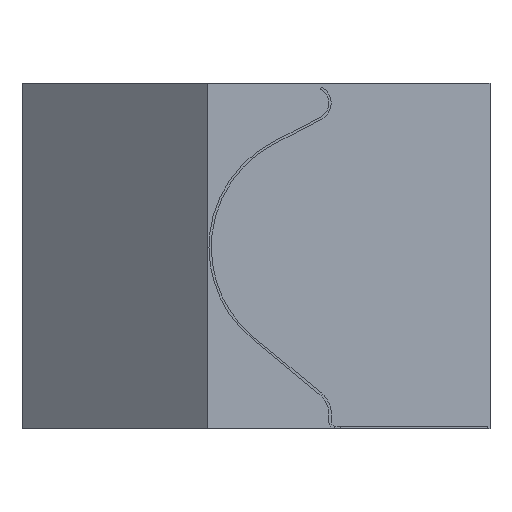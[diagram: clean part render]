
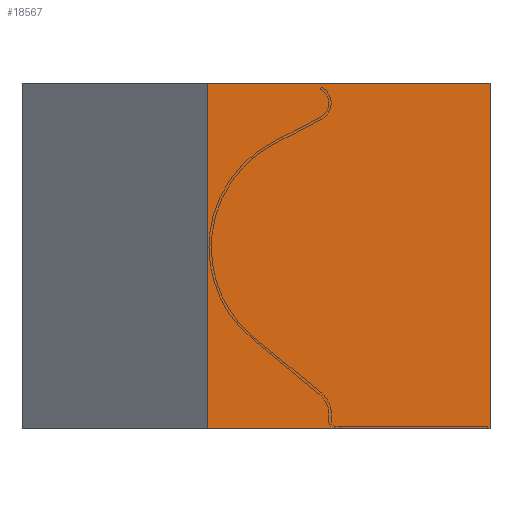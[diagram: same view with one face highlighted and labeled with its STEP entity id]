
A CAD part, left-side view. The second image highlights one B-rep face of the part: STEP entity #18567.
In plain terms, the highlighted face is planar.
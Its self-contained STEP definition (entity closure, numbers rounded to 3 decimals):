
#2118=ORIENTED_EDGE('',*,*,#8166,.F.);
#2119=ORIENTED_EDGE('',*,*,#8176,.F.);
#2120=ORIENTED_EDGE('',*,*,#8173,.F.);
#2121=ORIENTED_EDGE('',*,*,#8170,.F.);
#8166=EDGE_CURVE('',#11200,#11201,#13452,.T.);
#8170=EDGE_CURVE('',#11201,#11204,#13456,.T.);
#8173=EDGE_CURVE('',#11204,#11206,#13459,.T.);
#8176=EDGE_CURVE('',#11206,#11200,#13462,.T.);
#11200=VERTEX_POINT('',#24611);
#11201=VERTEX_POINT('',#24612);
#11204=VERTEX_POINT('',#24620);
#11206=VERTEX_POINT('',#24626);
#13452=LINE('',#24610,#14850);
#13456=LINE('',#24619,#14854);
#13459=LINE('',#24625,#14857);
#13462=LINE('',#24631,#14860);
#14850=VECTOR('',#20686,1000.);
#14854=VECTOR('',#20692,1000.);
#14857=VECTOR('',#20697,1000.);
#14860=VECTOR('',#20702,1000.);
#16253=EDGE_LOOP('',(#2118,#2119,#2120,#2121));
#17211=FACE_BOUND('',#16253,.T.);
#18169=PLANE('',#19424);
#18567=ADVANCED_FACE('',(#17211),#18169,.F.);
#19424=AXIS2_PLACEMENT_3D('',#24634,#20706,#20707);
#20686=DIRECTION('',(0.,0.,-1.));
#20692=DIRECTION('',(1.,0.,0.));
#20697=DIRECTION('',(0.,0.,1.));
#20702=DIRECTION('',(-1.,0.,0.));
#20706=DIRECTION('',(0.,-1.,0.));
#20707=DIRECTION('',(0.,0.,-1.));
#24610=CARTESIAN_POINT('',(-7.735,205.295,9.45));
#24611=CARTESIAN_POINT('',(-7.735,205.295,9.45));
#24612=CARTESIAN_POINT('',(-7.735,205.295,-9.45));
#24619=CARTESIAN_POINT('',(-7.735,205.295,-9.45));
#24620=CARTESIAN_POINT('',(7.735,205.295,-9.45));
#24625=CARTESIAN_POINT('',(7.735,205.295,-9.45));
#24626=CARTESIAN_POINT('',(7.735,205.295,9.45));
#24631=CARTESIAN_POINT('',(7.735,205.295,9.45));
#24634=CARTESIAN_POINT('',(0.,205.295,0.));
